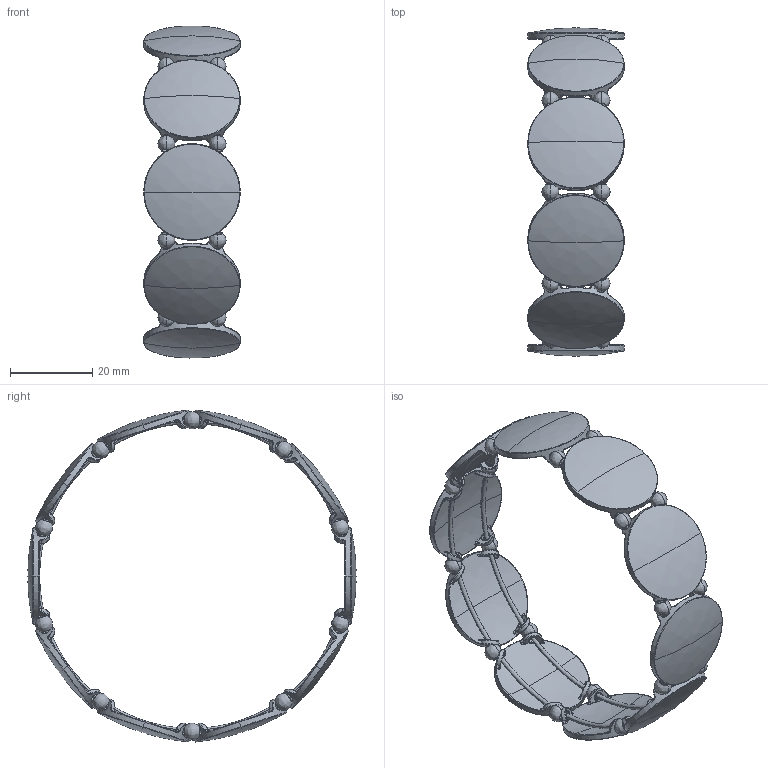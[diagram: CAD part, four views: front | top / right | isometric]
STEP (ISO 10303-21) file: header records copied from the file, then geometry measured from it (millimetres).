
FILE_DESCRIPTION(('FreeCAD Model'),'2;1');
FILE_NAME('Open CASCADE Shape Model','2025-05-04T04:53:10',('FreeCAD'),( 'FreeCAD'),'Open CASCADE STEP processor 7.6','FreeCAD','Unknown');
FILE_SCHEMA(('AUTOMOTIVE_DESIGN { 1 0 10303 214 1 1 1 1 }'));
Products named in the file (1): Open CASCADE STEP translator 7.6 1
Bounding box: 23.4 x 79.71 x 80.61 mm (x, y, z)
Volume: 7591.2 mm3; surface area: 13630.3 mm2
Topology: 32 solids, 32 shells, 1534 faces, 3598 edges, 2044 vertices
Faces by surface type: bspline 1534
Entity records: 122228 total; most frequent: CARTESIAN_POINT 102693, ORIENTED_EDGE 7116, EDGE_CURVE 3558, VERTEX_POINT 2044, B_SPLINE_CURVE_WITH_KNOTS 1908, FACE_BOUND 1614, EDGE_LOOP 1614, ADVANCED_FACE 1534
